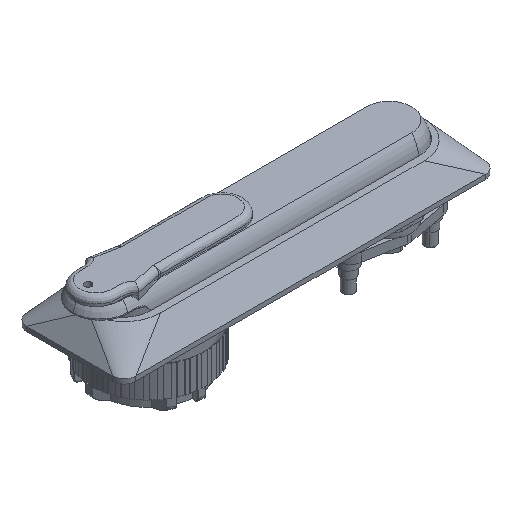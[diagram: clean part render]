
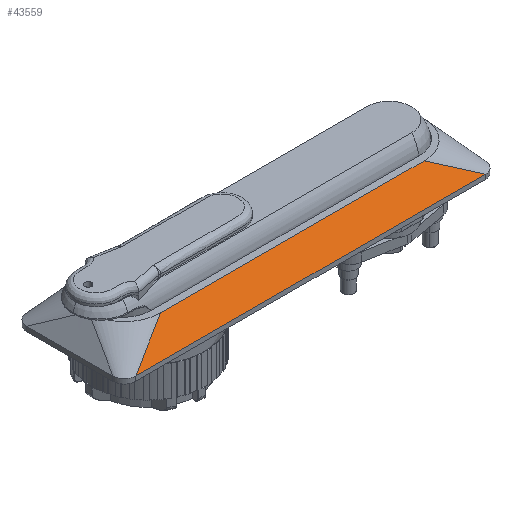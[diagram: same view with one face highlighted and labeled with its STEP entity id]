
A CAD part, isometric view. The second image highlights one B-rep face of the part: STEP entity #43559.
In plain terms, the highlighted planar face has unit normal (0, -0.798, 0.602).
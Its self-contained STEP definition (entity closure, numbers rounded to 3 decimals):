
#1332 = LINE ( 'NONE', #15577, #22004 ) ;
#2459 = DIRECTION ( 'NONE',  ( 0., 0.798, -0.602 ) ) ;
#3399 = CARTESIAN_POINT ( 'NONE',  ( -58., -16., 12.6 ) ) ;
#5963 = FACE_OUTER_BOUND ( 'NONE', #9493, .T. ) ;
#6162 = ORIENTED_EDGE ( 'NONE', *, *, #10941, .T. ) ;
#7135 = CARTESIAN_POINT ( 'NONE',  ( -77., -24., 2. ) ) ;
#8468 = LINE ( 'NONE', #22747, #22106 ) ;
#8774 = VERTEX_POINT ( 'NONE', #22000 ) ;
#9493 = EDGE_LOOP ( 'NONE', ( #30998, #23742, #46245, #6162 ) ) ;
#10941 = EDGE_CURVE ( 'NONE', #8774, #12048, #1332, .T. ) ;
#11265 = EDGE_CURVE ( 'NONE', #46022, #23751, #14261, .T. ) ;
#12048 = VERTEX_POINT ( 'NONE', #24945 ) ;
#13819 = CARTESIAN_POINT ( 'NONE',  ( -77., -24., 2. ) ) ;
#14261 = B_SPLINE_CURVE_WITH_KNOTS ( 'NONE', 1,
 ( #13819, #28120 ),
 .UNSPECIFIED., .F., .F.,
 ( 2, 2 ),
 ( 0., 1. ),
 .UNSPECIFIED. ) ;
#15577 = CARTESIAN_POINT ( 'NONE',  ( 77., -24., 2. ) ) ;
#15809 = VECTOR ( 'NONE', #21395, 1000. ) ;
#16718 = DIRECTION ( 'NONE',  ( -1., 0., 0. ) ) ;
#20218 = PLANE ( 'NONE',  #45443 ) ;
#21395 = DIRECTION ( 'NONE',  ( 1., 0., 0. ) ) ;
#22000 = CARTESIAN_POINT ( 'NONE',  ( 77., -24., 2. ) ) ;
#22004 = VECTOR ( 'NONE', #29892, 1000. ) ;
#22106 = VECTOR ( 'NONE', #37078, 1000. ) ;
#22747 = CARTESIAN_POINT ( 'NONE',  ( 58., -16., 12.6 ) ) ;
#23742 = ORIENTED_EDGE ( 'NONE', *, *, #11265, .F. ) ;
#23751 = VERTEX_POINT ( 'NONE', #3399 ) ;
#24945 = CARTESIAN_POINT ( 'NONE',  ( 58., -16., 12.6 ) ) ;
#25765 = EDGE_CURVE ( 'NONE', #46022, #8774, #39255, .T. ) ;
#27850 = EDGE_CURVE ( 'NONE', #12048, #23751, #8468, .T. ) ;
#28120 = CARTESIAN_POINT ( 'NONE',  ( -58., -16., 12.6 ) ) ;
#29892 = DIRECTION ( 'NONE',  ( -0.82, 0.345, 0.457 ) ) ;
#30874 = CARTESIAN_POINT ( 'NONE',  ( -77., -24., 2. ) ) ;
#30998 = ORIENTED_EDGE ( 'NONE', *, *, #27850, .T. ) ;
#34547 = CARTESIAN_POINT ( 'NONE',  ( 0., 8.421, 44.958 ) ) ;
#37078 = DIRECTION ( 'NONE',  ( -1., 0., 0. ) ) ;
#39255 = LINE ( 'NONE', #7135, #15809 ) ;
#43559 = ADVANCED_FACE ( 'NONE', ( #5963 ), #20218, .F. ) ;
#45443 = AXIS2_PLACEMENT_3D ( 'NONE', #34547, #2459, #16718 ) ;
#46022 = VERTEX_POINT ( 'NONE', #30874 ) ;
#46245 = ORIENTED_EDGE ( 'NONE', *, *, #25765, .T. ) ;
